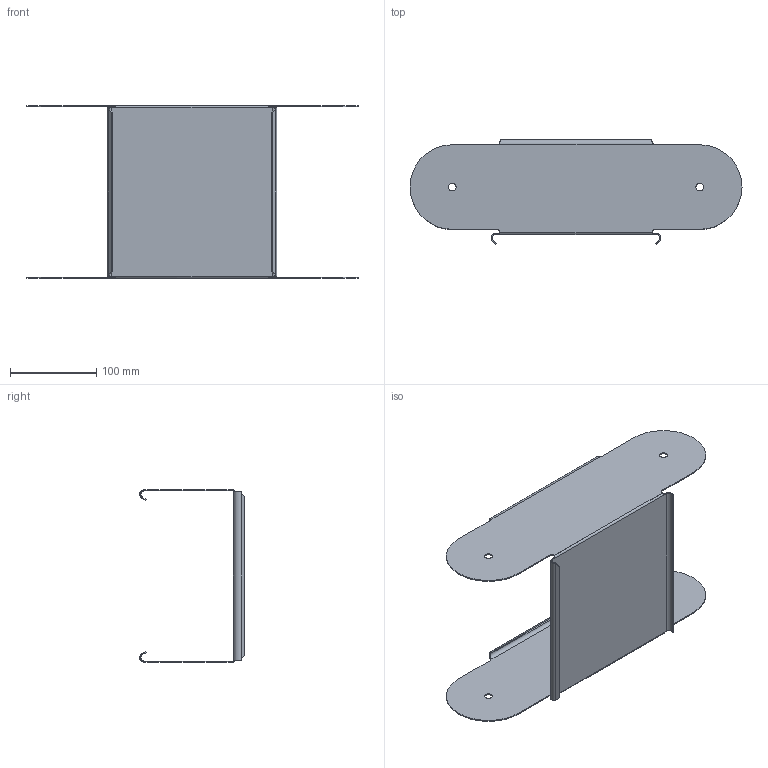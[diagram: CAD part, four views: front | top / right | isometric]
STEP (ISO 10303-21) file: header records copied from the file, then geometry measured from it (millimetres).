
FILE_DESCRIPTION((''),'2;1');
FILE_NAME('7077300_REF','2014-05-08T',('AndreasKeweloh'),(''),'PRO/ENGINEER BY PARAMETRIC TECHNOLOGY CORPORATION, 2014000','PRO/ENGINEER BY PARAMETRIC TECHNOLOGY CORPORATION, 2014000','');
FILE_SCHEMA(('CONFIG_CONTROL_DESIGN'));
Length unit declared in the file: millimetre
Products named in the file (1): 7077300_REF
Bounding box: 385 x 121.25 x 200 mm (x, y, z)
Volume: 152682.8 mm3; surface area: 246846.6 mm2
Topology: 1 solids, 1 shells, 94 faces, 247 edges, 155 vertices
Faces by surface type: plane 44, cylinder 38, bspline 12
Entity records: 3592 total; most frequent: CARTESIAN_POINT 1253, ORIENTED_EDGE 494, DIRECTION 456, EDGE_CURVE 247, VERTEX_POINT 155, AXIS2_PLACEMENT_3D 154, VECTOR 148, LINE 148
